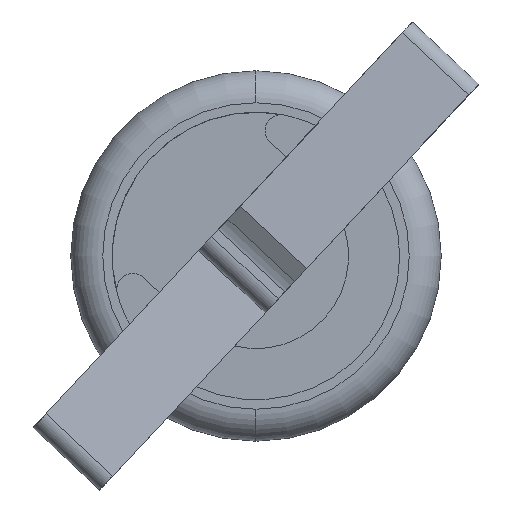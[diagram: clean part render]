
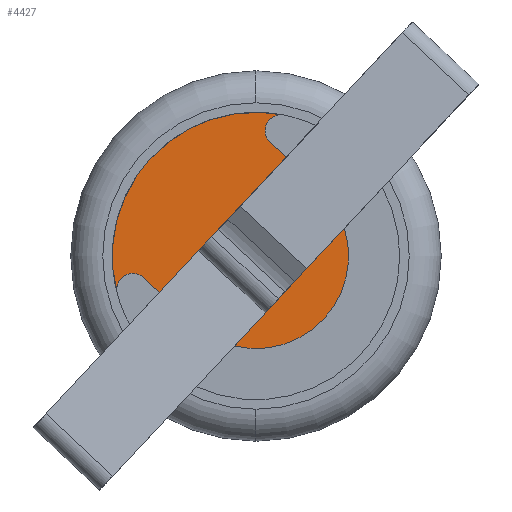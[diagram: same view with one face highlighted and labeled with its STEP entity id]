
A CAD part, front view. The second image highlights one B-rep face of the part: STEP entity #4427.
In plain terms, the highlighted face is planar.
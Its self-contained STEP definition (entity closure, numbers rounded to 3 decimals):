
#39 = DIRECTION ( 'NONE',  ( 0., -1., 0. ) ) ;
#47 = EDGE_CURVE ( 'NONE', #1465, #3293, #1445, .T. ) ;
#190 = CARTESIAN_POINT ( 'NONE',  ( 0., 1.6, 0. ) ) ;
#250 = ORIENTED_EDGE ( 'NONE', *, *, #47, .T. ) ;
#291 = AXIS2_PLACEMENT_3D ( 'NONE', #4570, #3866, #1360 ) ;
#316 = AXIS2_PLACEMENT_3D ( 'NONE', #2672, #2426, #3755 ) ;
#385 = LINE ( 'NONE', #3527, #1050 ) ;
#389 = DIRECTION ( 'NONE',  ( 0., 0., 1. ) ) ;
#406 = CARTESIAN_POINT ( 'NONE',  ( 0., 1.6, 0. ) ) ;
#443 = CARTESIAN_POINT ( 'NONE',  ( -7.65, 1.6, -4.741 ) ) ;
#464 = AXIS2_PLACEMENT_3D ( 'NONE', #1204, #3655, #3682 ) ;
#594 = CARTESIAN_POINT ( 'NONE',  ( 0., 1.6, 0. ) ) ;
#599 = EDGE_CURVE ( 'NONE', #3929, #1465, #3839, .T. ) ;
#604 = CARTESIAN_POINT ( 'NONE',  ( 5.8, 1.6, -4.214 ) ) ;
#611 = CIRCLE ( 'NONE', #316, 5.8 ) ;
#669 = CARTESIAN_POINT ( 'NONE',  ( 0., 1.6, 2.5 ) ) ;
#677 = ORIENTED_EDGE ( 'NONE', *, *, #2138, .F. ) ;
#799 = ORIENTED_EDGE ( 'NONE', *, *, #4168, .T. ) ;
#822 = AXIS2_PLACEMENT_3D ( 'NONE', #406, #1812, #3250 ) ;
#852 = ORIENTED_EDGE ( 'NONE', *, *, #4003, .T. ) ;
#871 = CARTESIAN_POINT ( 'NONE',  ( 0., 1.6, 0. ) ) ;
#880 = CARTESIAN_POINT ( 'NONE',  ( 6.8, 1.6, -5.214 ) ) ;
#899 = CARTESIAN_POINT ( 'NONE',  ( 7.65, 1.6, -4.741 ) ) ;
#900 = DIRECTION ( 'NONE',  ( 0., 1., 0. ) ) ;
#1015 = PLANE ( 'NONE',  #2916 ) ;
#1038 = ORIENTED_EDGE ( 'NONE', *, *, #1858, .F. ) ;
#1050 = VECTOR ( 'NONE', #1789, 1000. ) ;
#1204 = CARTESIAN_POINT ( 'NONE',  ( 0., 1.6, 0. ) ) ;
#1218 = AXIS2_PLACEMENT_3D ( 'NONE', #190, #900, #3479 ) ;
#1243 = EDGE_CURVE ( 'NONE', #3369, #2293, #1945, .T. ) ;
#1301 = FACE_OUTER_BOUND ( 'NONE', #3025, .T. ) ;
#1312 = DIRECTION ( 'NONE',  ( 0., 0., 1. ) ) ;
#1328 = CARTESIAN_POINT ( 'NONE',  ( -5.8, 1.6, -4.214 ) ) ;
#1360 = DIRECTION ( 'NONE',  ( 0., 0., 1. ) ) ;
#1406 = ORIENTED_EDGE ( 'NONE', *, *, #2473, .T. ) ;
#1445 = CIRCLE ( 'NONE', #4070, 5.8 ) ;
#1451 = CIRCLE ( 'NONE', #3994, 9. ) ;
#1465 = VERTEX_POINT ( 'NONE', #1763 ) ;
#1487 = VERTEX_POINT ( 'NONE', #669 ) ;
#1501 = EDGE_CURVE ( 'NONE', #2706, #3823, #385, .T. ) ;
#1541 = EDGE_CURVE ( 'NONE', #2095, #1764, #2850, .T. ) ;
#1634 = EDGE_CURVE ( 'NONE', #4071, #1487, #3758, .T. ) ;
#1722 = DIRECTION ( 'NONE',  ( 0., 0., 1. ) ) ;
#1763 = CARTESIAN_POINT ( 'NONE',  ( -5.8, 1.6, 0. ) ) ;
#1764 = VERTEX_POINT ( 'NONE', #2721 ) ;
#1773 = EDGE_CURVE ( 'NONE', #3293, #2706, #611, .T. ) ;
#1789 = DIRECTION ( 'NONE',  ( 0., 0., -1. ) ) ;
#1812 = DIRECTION ( 'NONE',  ( 0., -1., 0. ) ) ;
#1858 = EDGE_CURVE ( 'NONE', #1487, #4071, #1965, .T. ) ;
#1868 = AXIS2_PLACEMENT_3D ( 'NONE', #2611, #3458, #1722 ) ;
#1945 = CIRCLE ( 'NONE', #1868, 1. ) ;
#1965 = CIRCLE ( 'NONE', #1218, 2.5 ) ;
#2032 = DIRECTION ( 'NONE',  ( 0., 1., 0. ) ) ;
#2095 = VERTEX_POINT ( 'NONE', #443 ) ;
#2101 = AXIS2_PLACEMENT_3D ( 'NONE', #2543, #39, #389 ) ;
#2138 = EDGE_CURVE ( 'NONE', #1764, #2293, #1451, .T. ) ;
#2169 = CIRCLE ( 'NONE', #3143, 1. ) ;
#2263 = CARTESIAN_POINT ( 'NONE',  ( 0., 1.6, 5.8 ) ) ;
#2293 = VERTEX_POINT ( 'NONE', #899 ) ;
#2304 = DIRECTION ( 'NONE',  ( 0., -1., 0. ) ) ;
#2317 = ORIENTED_EDGE ( 'NONE', *, *, #1634, .F. ) ;
#2426 = DIRECTION ( 'NONE',  ( 0., 1., 0. ) ) ;
#2459 = ORIENTED_EDGE ( 'NONE', *, *, #1541, .F. ) ;
#2473 = EDGE_CURVE ( 'NONE', #3659, #3929, #2988, .T. ) ;
#2523 = ORIENTED_EDGE ( 'NONE', *, *, #599, .T. ) ;
#2543 = CARTESIAN_POINT ( 'NONE',  ( -6.8, 1.6, -4.214 ) ) ;
#2604 = EDGE_LOOP ( 'NONE', ( #1038, #2317 ) ) ;
#2611 = CARTESIAN_POINT ( 'NONE',  ( 6.8, 1.6, -4.214 ) ) ;
#2672 = CARTESIAN_POINT ( 'NONE',  ( 0., 1.6, 0. ) ) ;
#2681 = ORIENTED_EDGE ( 'NONE', *, *, #1773, .T. ) ;
#2706 = VERTEX_POINT ( 'NONE', #4268 ) ;
#2721 = CARTESIAN_POINT ( 'NONE',  ( 0., 1.6, -9. ) ) ;
#2819 = CARTESIAN_POINT ( 'NONE',  ( 0., 1.6, 0. ) ) ;
#2850 = CIRCLE ( 'NONE', #822, 9. ) ;
#2916 = AXIS2_PLACEMENT_3D ( 'NONE', #594, #2032, #3156 ) ;
#2966 = DIRECTION ( 'NONE',  ( 0., -1., 0. ) ) ;
#2988 = CIRCLE ( 'NONE', #291, 1. ) ;
#3025 = EDGE_LOOP ( 'NONE', ( #2459, #852, #1406, #2523, #250, #2681, #4095, #799, #3767, #677 ) ) ;
#3027 = CARTESIAN_POINT ( 'NONE',  ( -6.8, 1.6, -5.214 ) ) ;
#3143 = AXIS2_PLACEMENT_3D ( 'NONE', #3689, #2966, #4458 ) ;
#3156 = DIRECTION ( 'NONE',  ( 0., 0., 1. ) ) ;
#3213 = CIRCLE ( 'NONE', #2101, 1. ) ;
#3250 = DIRECTION ( 'NONE',  ( 0., 0., 1. ) ) ;
#3293 = VERTEX_POINT ( 'NONE', #2263 ) ;
#3369 = VERTEX_POINT ( 'NONE', #880 ) ;
#3458 = DIRECTION ( 'NONE',  ( 0., -1., 0. ) ) ;
#3476 = DIRECTION ( 'NONE',  ( 0., 1., 0. ) ) ;
#3479 = DIRECTION ( 'NONE',  ( 0., 0., 1. ) ) ;
#3511 = DIRECTION ( 'NONE',  ( 0., 0., 1. ) ) ;
#3527 = CARTESIAN_POINT ( 'NONE',  ( 5.8, 1.6, 0. ) ) ;
#3655 = DIRECTION ( 'NONE',  ( 0., 1., 0. ) ) ;
#3659 = VERTEX_POINT ( 'NONE', #3027 ) ;
#3682 = DIRECTION ( 'NONE',  ( 0., 0., 1. ) ) ;
#3689 = CARTESIAN_POINT ( 'NONE',  ( 6.8, 1.6, -4.214 ) ) ;
#3755 = DIRECTION ( 'NONE',  ( 0., 0., 1. ) ) ;
#3758 = CIRCLE ( 'NONE', #464, 2.5 ) ;
#3767 = ORIENTED_EDGE ( 'NONE', *, *, #1243, .T. ) ;
#3823 = VERTEX_POINT ( 'NONE', #604 ) ;
#3839 = LINE ( 'NONE', #4213, #3912 ) ;
#3866 = DIRECTION ( 'NONE',  ( 0., -1., 0. ) ) ;
#3912 = VECTOR ( 'NONE', #3511, 1000. ) ;
#3929 = VERTEX_POINT ( 'NONE', #1328 ) ;
#3944 = CARTESIAN_POINT ( 'NONE',  ( 0., 1.6, -2.5 ) ) ;
#3994 = AXIS2_PLACEMENT_3D ( 'NONE', #871, #2304, #4025 ) ;
#4003 = EDGE_CURVE ( 'NONE', #2095, #3659, #3213, .T. ) ;
#4025 = DIRECTION ( 'NONE',  ( 0., 0., 1. ) ) ;
#4070 = AXIS2_PLACEMENT_3D ( 'NONE', #2819, #3476, #1312 ) ;
#4071 = VERTEX_POINT ( 'NONE', #3944 ) ;
#4095 = ORIENTED_EDGE ( 'NONE', *, *, #1501, .T. ) ;
#4168 = EDGE_CURVE ( 'NONE', #3823, #3369, #2169, .T. ) ;
#4213 = CARTESIAN_POINT ( 'NONE',  ( -5.8, 1.6, 0. ) ) ;
#4229 = FACE_BOUND ( 'NONE', #2604, .T. ) ;
#4268 = CARTESIAN_POINT ( 'NONE',  ( 5.8, 1.6, 0. ) ) ;
#4427 = ADVANCED_FACE ( 'NONE', ( #4229, #1301 ), #1015, .T. ) ;
#4458 = DIRECTION ( 'NONE',  ( 0., 0., 1. ) ) ;
#4570 = CARTESIAN_POINT ( 'NONE',  ( -6.8, 1.6, -4.214 ) ) ;
